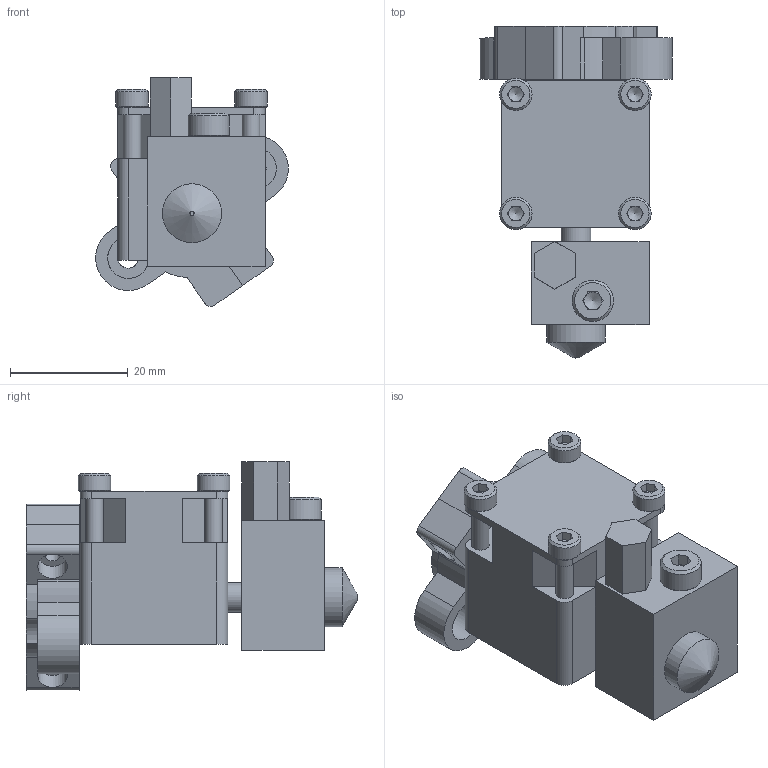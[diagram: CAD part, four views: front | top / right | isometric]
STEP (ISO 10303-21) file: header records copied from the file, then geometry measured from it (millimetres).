
FILE_DESCRIPTION(/* description */ (''),/* implementation_level */ '2;1');
FILE_NAME(/* name */ 'dyzend-x_adapter.step',/* time_stamp */ '2019-03-16T17:42:29+01:00',/* author */ (''),/* organization */ (''),/* preprocessor_version */ 'ST-DEVELOPER v17.2',/* originating_system */ 'Autodesk Translation Framework v7.6.0.251',/* authorisation */ '');
FILE_SCHEMA (('AUTOMOTIVE_DESIGN { 1 0 10303 214 3 1 1 }'));
Length unit declared in the file: millimetre
Products named in the file (3): dyzend-x_adapter; HotEndAdapter_DyzEND-X; DyzEND-X
Assembly tree (2 placements, depth 2):
  dyzend-x_adapter
    HotEndAdapter_DyzEND-X
    DyzEND-X
Bounding box: 32.68 x 56.28 x 38.79 mm (x, y, z)
Volume: 27412.8 mm3; surface area: 10787.9 mm2
Topology: 3 solids, 3 shells, 220 faces, 590 edges, 386 vertices
Faces by surface type: plane 146, cylinder 58, cone 16
Full cylindrical faces by diameter (mm): 2.7 x2, 3 x4, 3.5 x2, 3.8 x2, 5 x3, 5.5 x4, 7 x3, 10 x1, 12 x1, 16 x1
Entity records: 7197 total; most frequent: DIRECTION 1263, CARTESIAN_POINT 1196, ORIENTED_EDGE 1170, EDGE_CURVE 585, AXIS2_PLACEMENT_3D 453, VERTEX_POINT 386, LINE 357, VECTOR 357
